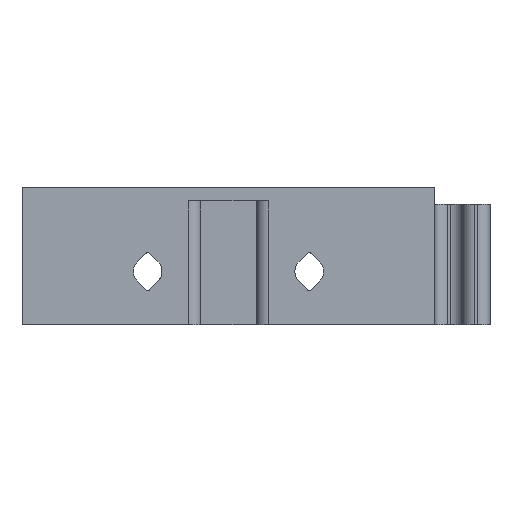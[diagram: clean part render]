
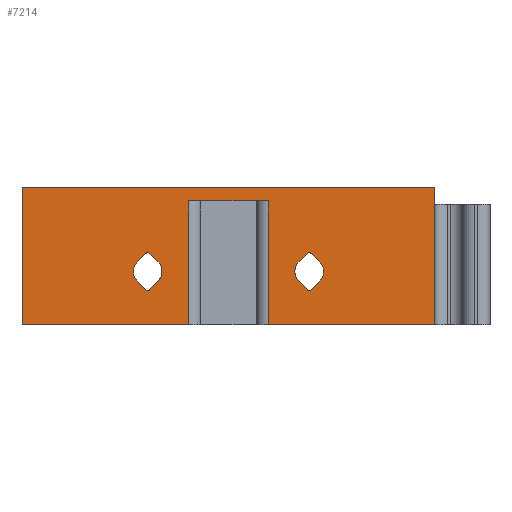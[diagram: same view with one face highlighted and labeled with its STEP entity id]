
A CAD part, front view. The second image highlights one B-rep face of the part: STEP entity #7214.
In plain terms, the highlighted planar face has unit normal (0, -1, 0).
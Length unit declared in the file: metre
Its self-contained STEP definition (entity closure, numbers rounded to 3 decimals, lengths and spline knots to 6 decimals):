
#155=CIRCLE('',#7720,0.002075);
#158=CIRCLE('',#7739,0.002075);
#168=CIRCLE('',#7751,0.0004);
#169=CIRCLE('',#7752,0.002075);
#170=CIRCLE('',#7753,0.0004);
#171=CIRCLE('',#7754,0.0004);
#172=CIRCLE('',#7755,0.0004);
#173=CIRCLE('',#7756,0.002075);
#1396=ORIENTED_EDGE('',*,*,#3353,.T.);
#1397=ORIENTED_EDGE('',*,*,#3007,.F.);
#1398=ORIENTED_EDGE('',*,*,#3354,.F.);
#1399=ORIENTED_EDGE('',*,*,#3355,.F.);
#1400=ORIENTED_EDGE('',*,*,#3356,.T.);
#1401=ORIENTED_EDGE('',*,*,#3043,.F.);
#1402=ORIENTED_EDGE('',*,*,#3357,.T.);
#1403=ORIENTED_EDGE('',*,*,#2816,.T.);
#1404=ORIENTED_EDGE('',*,*,#3358,.F.);
#1405=ORIENTED_EDGE('',*,*,#3359,.F.);
#1406=ORIENTED_EDGE('',*,*,#3360,.T.);
#1407=ORIENTED_EDGE('',*,*,#3361,.F.);
#1408=ORIENTED_EDGE('',*,*,#3362,.T.);
#1409=ORIENTED_EDGE('',*,*,#3363,.F.);
#1410=ORIENTED_EDGE('',*,*,#3364,.F.);
#1411=ORIENTED_EDGE('',*,*,#3322,.F.);
#1412=ORIENTED_EDGE('',*,*,#3365,.F.);
#1413=ORIENTED_EDGE('',*,*,#3366,.F.);
#1414=ORIENTED_EDGE('',*,*,#3367,.T.);
#1415=ORIENTED_EDGE('',*,*,#3286,.F.);
#1416=ORIENTED_EDGE('',*,*,#3368,.T.);
#1417=ORIENTED_EDGE('',*,*,#3369,.F.);
#1418=ORIENTED_EDGE('',*,*,#3370,.F.);
#1419=ORIENTED_EDGE('',*,*,#3371,.F.);
#2816=EDGE_CURVE('',#3859,#3862,#4581,.F.);
#3007=EDGE_CURVE('',#4029,#4030,#4724,.F.);
#3043=EDGE_CURVE('',#4065,#4066,#4744,.F.);
#3286=EDGE_CURVE('',#4252,#4253,#155,.T.);
#3322=EDGE_CURVE('',#4288,#4289,#158,.T.);
#3353=EDGE_CURVE('',#3862,#4030,#4918,.T.);
#3354=EDGE_CURVE('',#4315,#4029,#4919,.T.);
#3355=EDGE_CURVE('',#4316,#4315,#4920,.F.);
#3356=EDGE_CURVE('',#4316,#4066,#4921,.F.);
#3357=EDGE_CURVE('',#4065,#3859,#4922,.T.);
#3358=EDGE_CURVE('',#4317,#4288,#4923,.T.);
#3359=EDGE_CURVE('',#4318,#4317,#168,.T.);
#3360=EDGE_CURVE('',#4318,#4319,#4924,.T.);
#3361=EDGE_CURVE('',#4320,#4319,#169,.T.);
#3362=EDGE_CURVE('',#4320,#4321,#4925,.T.);
#3363=EDGE_CURVE('',#4322,#4321,#170,.T.);
#3364=EDGE_CURVE('',#4289,#4322,#4926,.T.);
#3365=EDGE_CURVE('',#4323,#4324,#4927,.T.);
#3366=EDGE_CURVE('',#4325,#4323,#171,.T.);
#3367=EDGE_CURVE('',#4325,#4253,#4928,.T.);
#3368=EDGE_CURVE('',#4252,#4326,#4929,.T.);
#3369=EDGE_CURVE('',#4327,#4326,#172,.T.);
#3370=EDGE_CURVE('',#4328,#4327,#4930,.T.);
#3371=EDGE_CURVE('',#4324,#4328,#173,.T.);
#3859=VERTEX_POINT('',#10415);
#3862=VERTEX_POINT('',#10420);
#4029=VERTEX_POINT('',#10864);
#4030=VERTEX_POINT('',#10865);
#4065=VERTEX_POINT('',#10935);
#4066=VERTEX_POINT('',#10937);
#4252=VERTEX_POINT('',#11482);
#4253=VERTEX_POINT('',#11484);
#4288=VERTEX_POINT('',#11583);
#4289=VERTEX_POINT('',#11585);
#4315=VERTEX_POINT('',#11645);
#4316=VERTEX_POINT('',#11647);
#4317=VERTEX_POINT('',#11651);
#4318=VERTEX_POINT('',#11653);
#4319=VERTEX_POINT('',#11655);
#4320=VERTEX_POINT('',#11657);
#4321=VERTEX_POINT('',#11659);
#4322=VERTEX_POINT('',#11661);
#4323=VERTEX_POINT('',#11664);
#4324=VERTEX_POINT('',#11665);
#4325=VERTEX_POINT('',#11667);
#4326=VERTEX_POINT('',#11670);
#4327=VERTEX_POINT('',#11672);
#4328=VERTEX_POINT('',#11674);
#4581=LINE('',#10421,#5356);
#4724=LINE('',#10863,#5499);
#4744=LINE('',#10936,#5519);
#4918=LINE('',#11643,#5693);
#4919=LINE('',#11644,#5694);
#4920=LINE('',#11646,#5695);
#4921=LINE('',#11648,#5696);
#4922=LINE('',#11649,#5697);
#4923=LINE('',#11650,#5698);
#4924=LINE('',#11654,#5699);
#4925=LINE('',#11658,#5700);
#4926=LINE('',#11662,#5701);
#4927=LINE('',#11663,#5702);
#4928=LINE('',#11668,#5703);
#4929=LINE('',#11669,#5704);
#4930=LINE('',#11673,#5705);
#5356=VECTOR('',#8195,1.);
#5499=VECTOR('',#8460,1.);
#5519=VECTOR('',#8512,1.);
#5693=VECTOR('',#8974,1.);
#5694=VECTOR('',#8975,1.);
#5695=VECTOR('',#8976,1.);
#5696=VECTOR('',#8977,1.);
#5697=VECTOR('',#8978,1.);
#5698=VECTOR('',#8979,1.);
#5699=VECTOR('',#8982,1.);
#5700=VECTOR('',#8985,1.);
#5701=VECTOR('',#8988,1.);
#5702=VECTOR('',#8989,1.);
#5703=VECTOR('',#8992,1.);
#5704=VECTOR('',#8993,1.);
#5705=VECTOR('',#8996,1.);
#6176=EDGE_LOOP('',(#1396,#1397,#1398,#1399,#1400,#1401,#1402,#1403));
#6177=EDGE_LOOP('',(#1404,#1405,#1406,#1407,#1408,#1409,#1410,#1411));
#6178=EDGE_LOOP('',(#1412,#1413,#1414,#1415,#1416,#1417,#1418,#1419));
#6585=FACE_BOUND('',#6176,.T.);
#6586=FACE_BOUND('',#6177,.T.);
#6587=FACE_BOUND('',#6178,.T.);
#6915=PLANE('',#7750);
#7214=ADVANCED_FACE('',(#6585,#6586,#6587),#6915,.T.);
#7720=AXIS2_PLACEMENT_3D('',#11483,#8880,#8881);
#7739=AXIS2_PLACEMENT_3D('',#11584,#8929,#8930);
#7750=AXIS2_PLACEMENT_3D('',#11642,#8972,#8973);
#7751=AXIS2_PLACEMENT_3D('',#11652,#8980,#8981);
#7752=AXIS2_PLACEMENT_3D('',#11656,#8983,#8984);
#7753=AXIS2_PLACEMENT_3D('',#11660,#8986,#8987);
#7754=AXIS2_PLACEMENT_3D('',#11666,#8990,#8991);
#7755=AXIS2_PLACEMENT_3D('',#11671,#8994,#8995);
#7756=AXIS2_PLACEMENT_3D('',#11675,#8997,#8998);
#8195=DIRECTION('',(1.,0.,0.));
#8460=DIRECTION('',(1.,0.,0.));
#8512=DIRECTION('',(1.,0.,0.));
#8880=DIRECTION('',(0.,-1.,0.));
#8881=DIRECTION('',(1.,0.,0.));
#8929=DIRECTION('',(0.,-1.,0.));
#8930=DIRECTION('',(1.,0.,0.));
#8972=DIRECTION('',(0.,-1.,0.));
#8973=DIRECTION('',(1.,0.,0.));
#8974=DIRECTION('',(0.,0.,-1.));
#8975=DIRECTION('',(0.,0.,-1.));
#8976=DIRECTION('',(1.,0.,0.));
#8977=DIRECTION('',(0.,0.,1.));
#8978=DIRECTION('',(0.,0.,1.));
#8979=DIRECTION('',(0.707,0.,0.707));
#8980=DIRECTION('',(0.,-1.,0.));
#8981=DIRECTION('',(1.,0.,0.));
#8982=DIRECTION('',(-0.707,0.,0.707));
#8983=DIRECTION('',(0.,-1.,0.));
#8984=DIRECTION('',(1.,0.,0.));
#8985=DIRECTION('',(0.707,0.,0.707));
#8986=DIRECTION('',(0.,-1.,0.));
#8987=DIRECTION('',(1.,0.,0.));
#8988=DIRECTION('',(-0.707,0.,0.707));
#8989=DIRECTION('',(0.707,0.,0.707));
#8990=DIRECTION('',(0.,-1.,0.));
#8991=DIRECTION('',(1.,0.,0.));
#8992=DIRECTION('',(-0.707,0.,0.707));
#8993=DIRECTION('',(0.707,0.,0.707));
#8994=DIRECTION('',(0.,-1.,0.));
#8995=DIRECTION('',(1.,0.,0.));
#8996=DIRECTION('',(-0.707,0.,0.707));
#8997=DIRECTION('',(0.,-1.,0.));
#8998=DIRECTION('',(1.,0.,0.));
#10415=CARTESIAN_POINT('',(0.57,0.810025,0.38));
#10420=CARTESIAN_POINT('',(0.51,0.810025,0.38));
#10421=CARTESIAN_POINT('',(0.497889,0.810025,0.38));
#10863=CARTESIAN_POINT('',(0.497889,0.810025,0.36));
#10864=CARTESIAN_POINT('',(0.534222,0.810025,0.36));
#10865=CARTESIAN_POINT('',(0.51,0.810025,0.36));
#10935=CARTESIAN_POINT('',(0.57,0.810025,0.36));
#10936=CARTESIAN_POINT('',(0.497889,0.810025,0.36));
#10937=CARTESIAN_POINT('',(0.545778,0.810025,0.36));
#11482=CARTESIAN_POINT('',(0.550266,0.810025,0.369201));
#11483=CARTESIAN_POINT('',(0.551733,0.810025,0.367733));
#11484=CARTESIAN_POINT('',(0.550266,0.810025,0.366266));
#11583=CARTESIAN_POINT('',(0.529734,0.810025,0.366266));
#11584=CARTESIAN_POINT('',(0.528267,0.810025,0.367733));
#11585=CARTESIAN_POINT('',(0.529734,0.810025,0.369201));
#11642=CARTESIAN_POINT('',(0.497889,0.810025,0.38));
#11643=CARTESIAN_POINT('',(0.51,0.810025,0.38));
#11644=CARTESIAN_POINT('',(0.534222,0.810025,0.38));
#11645=CARTESIAN_POINT('',(0.534222,0.810025,0.378));
#11646=CARTESIAN_POINT('',(0.497889,0.810025,0.378));
#11647=CARTESIAN_POINT('',(0.545778,0.810025,0.378));
#11648=CARTESIAN_POINT('',(0.545778,0.810025,0.38));
#11649=CARTESIAN_POINT('',(0.57,0.810025,0.38));
#11650=CARTESIAN_POINT('',(0.520678,0.810025,0.357211));
#11651=CARTESIAN_POINT('',(0.528549,0.810025,0.365082));
#11652=CARTESIAN_POINT('',(0.528267,0.810025,0.365365));
#11653=CARTESIAN_POINT('',(0.527984,0.810025,0.365082));
#11654=CARTESIAN_POINT('',(0.505477,0.810025,0.387588));
#11655=CARTESIAN_POINT('',(0.526799,0.810025,0.366266));
#11656=CARTESIAN_POINT('',(0.528267,0.810025,0.367733));
#11657=CARTESIAN_POINT('',(0.526799,0.810025,0.369201));
#11658=CARTESIAN_POINT('',(0.517744,0.810025,0.360145));
#11659=CARTESIAN_POINT('',(0.527984,0.810025,0.370385));
#11660=CARTESIAN_POINT('',(0.528267,0.810025,0.370102));
#11661=CARTESIAN_POINT('',(0.528549,0.810025,0.370385));
#11662=CARTESIAN_POINT('',(0.508412,0.810025,0.390523));
#11663=CARTESIAN_POINT('',(0.532412,0.810025,0.345477));
#11664=CARTESIAN_POINT('',(0.552016,0.810025,0.365082));
#11665=CARTESIAN_POINT('',(0.553201,0.810025,0.366266));
#11666=CARTESIAN_POINT('',(0.551733,0.810025,0.365365));
#11667=CARTESIAN_POINT('',(0.551451,0.810025,0.365082));
#11668=CARTESIAN_POINT('',(0.517211,0.810025,0.399322));
#11669=CARTESIAN_POINT('',(0.529477,0.810025,0.348412));
#11670=CARTESIAN_POINT('',(0.551451,0.810025,0.370385));
#11671=CARTESIAN_POINT('',(0.551733,0.810025,0.370102));
#11672=CARTESIAN_POINT('',(0.552016,0.810025,0.370385));
#11673=CARTESIAN_POINT('',(0.520145,0.810025,0.402256));
#11674=CARTESIAN_POINT('',(0.553201,0.810025,0.369201));
#11675=CARTESIAN_POINT('',(0.551733,0.810025,0.367733));
